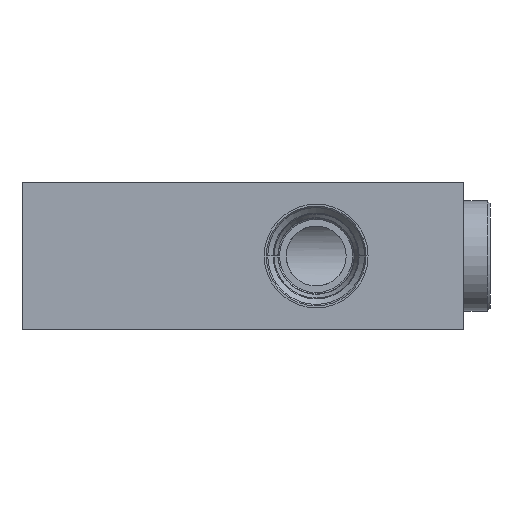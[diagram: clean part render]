
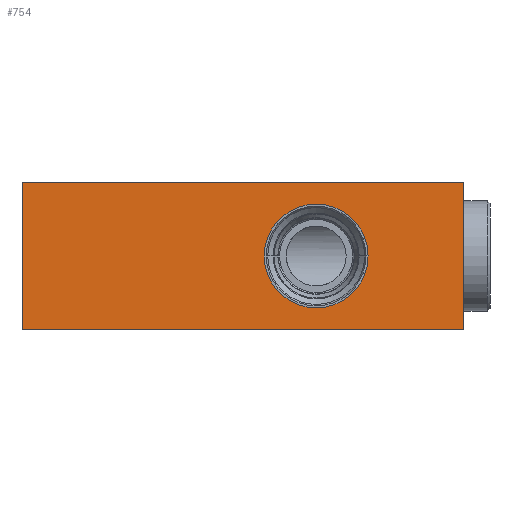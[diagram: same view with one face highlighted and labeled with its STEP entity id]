
A CAD part, front view. The second image highlights one B-rep face of the part: STEP entity #754.
In plain terms, the highlighted planar face has unit normal (0, -1, 0).
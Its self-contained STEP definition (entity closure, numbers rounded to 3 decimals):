
#446 = VERTEX_POINT ( 'NONE', #5215 ) ;
#651 = AXIS2_PLACEMENT_3D ( 'NONE', #8333, #8543, #17930 ) ;
#666 = CARTESIAN_POINT ( 'NONE',  ( -38., -30., 12.7 ) ) ;
#754 = ADVANCED_FACE ( 'NONE', ( #10395, #3623 ), #17488, .F. ) ;
#1051 = CARTESIAN_POINT ( 'NONE',  ( 38., -30., 12.7 ) ) ;
#2601 = VERTEX_POINT ( 'NONE', #5615 ) ;
#2786 = CARTESIAN_POINT ( 'NONE',  ( -38., -30., 12.7 ) ) ;
#3445 = LINE ( 'NONE', #4373, #9222 ) ;
#3623 = FACE_OUTER_BOUND ( 'NONE', #10588, .T. ) ;
#4240 = LINE ( 'NONE', #8274, #12002 ) ;
#4373 = CARTESIAN_POINT ( 'NONE',  ( -38., -30., 12.7 ) ) ;
#4759 = ORIENTED_EDGE ( 'NONE', *, *, #11643, .T. ) ;
#4872 = EDGE_CURVE ( 'NONE', #11790, #14050, #3445, .T. ) ;
#5026 = VERTEX_POINT ( 'NONE', #6204 ) ;
#5215 = CARTESIAN_POINT ( 'NONE',  ( 21.53, -30., 0. ) ) ;
#5312 = CARTESIAN_POINT ( 'NONE',  ( -38., -30., 12.7 ) ) ;
#5364 = ORIENTED_EDGE ( 'NONE', *, *, #13337, .T. ) ;
#5615 = CARTESIAN_POINT ( 'NONE',  ( 3.67, -30., 0. ) ) ;
#5886 = EDGE_CURVE ( 'NONE', #11531, #5026, #18765, .T. ) ;
#5993 = DIRECTION ( 'NONE',  ( 1., 0., 0. ) ) ;
#6000 = DIRECTION ( 'NONE',  ( 0., 0., 1. ) ) ;
#6204 = CARTESIAN_POINT ( 'NONE',  ( 38., -30., -12.7 ) ) ;
#6333 = EDGE_LOOP ( 'NONE', ( #5364, #4759 ) ) ;
#7641 = EDGE_CURVE ( 'NONE', #11790, #11531, #8450, .T. ) ;
#7952 = VECTOR ( 'NONE', #10275, 1000. ) ;
#8274 = CARTESIAN_POINT ( 'NONE',  ( 38., -30., 12.7 ) ) ;
#8333 = CARTESIAN_POINT ( 'NONE',  ( 12.6, -30., 0. ) ) ;
#8450 = LINE ( 'NONE', #666, #7952 ) ;
#8543 = DIRECTION ( 'NONE',  ( 0., 1., 0. ) ) ;
#8701 = AXIS2_PLACEMENT_3D ( 'NONE', #2786, #13958, #6000 ) ;
#9222 = VECTOR ( 'NONE', #5993, 1000. ) ;
#9533 = DIRECTION ( 'NONE',  ( 0., 1., 0. ) ) ;
#9865 = DIRECTION ( 'NONE',  ( 0., 0., -1. ) ) ;
#10275 = DIRECTION ( 'NONE',  ( 0., 0., -1. ) ) ;
#10395 = FACE_BOUND ( 'NONE', #6333, .T. ) ;
#10448 = AXIS2_PLACEMENT_3D ( 'NONE', #18941, #9533, #13218 ) ;
#10588 = EDGE_LOOP ( 'NONE', ( #19647, #15113, #17303, #10682 ) ) ;
#10682 = ORIENTED_EDGE ( 'NONE', *, *, #7641, .T. ) ;
#11531 = VERTEX_POINT ( 'NONE', #18872 ) ;
#11643 = EDGE_CURVE ( 'NONE', #2601, #446, #13833, .T. ) ;
#11790 = VERTEX_POINT ( 'NONE', #5312 ) ;
#12002 = VECTOR ( 'NONE', #9865, 1000. ) ;
#13218 = DIRECTION ( 'NONE',  ( 0., 0., 1. ) ) ;
#13337 = EDGE_CURVE ( 'NONE', #446, #2601, #15006, .T. ) ;
#13833 = CIRCLE ( 'NONE', #10448, 8.93 ) ;
#13958 = DIRECTION ( 'NONE',  ( 0., 1., 0. ) ) ;
#14050 = VERTEX_POINT ( 'NONE', #1051 ) ;
#15006 = CIRCLE ( 'NONE', #651, 8.93 ) ;
#15113 = ORIENTED_EDGE ( 'NONE', *, *, #15165, .F. ) ;
#15165 = EDGE_CURVE ( 'NONE', #14050, #5026, #4240, .T. ) ;
#16988 = CARTESIAN_POINT ( 'NONE',  ( -38., -30., -12.7 ) ) ;
#17303 = ORIENTED_EDGE ( 'NONE', *, *, #4872, .F. ) ;
#17488 = PLANE ( 'NONE',  #8701 ) ;
#17930 = DIRECTION ( 'NONE',  ( 0., 0., 1. ) ) ;
#18039 = VECTOR ( 'NONE', #20267, 1000. ) ;
#18765 = LINE ( 'NONE', #16988, #18039 ) ;
#18872 = CARTESIAN_POINT ( 'NONE',  ( -38., -30., -12.7 ) ) ;
#18941 = CARTESIAN_POINT ( 'NONE',  ( 12.6, -30., 0. ) ) ;
#19647 = ORIENTED_EDGE ( 'NONE', *, *, #5886, .T. ) ;
#20267 = DIRECTION ( 'NONE',  ( 1., 0., 0. ) ) ;
